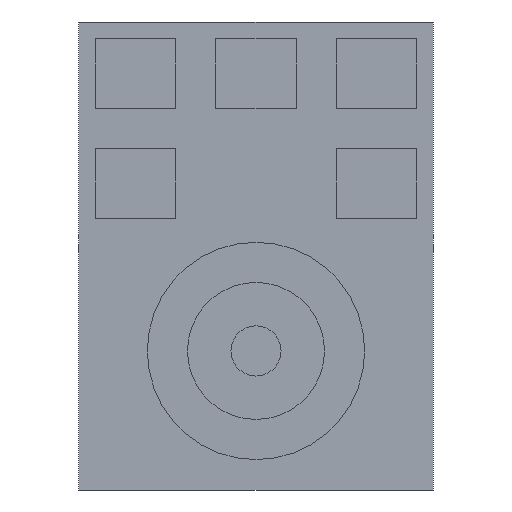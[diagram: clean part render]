
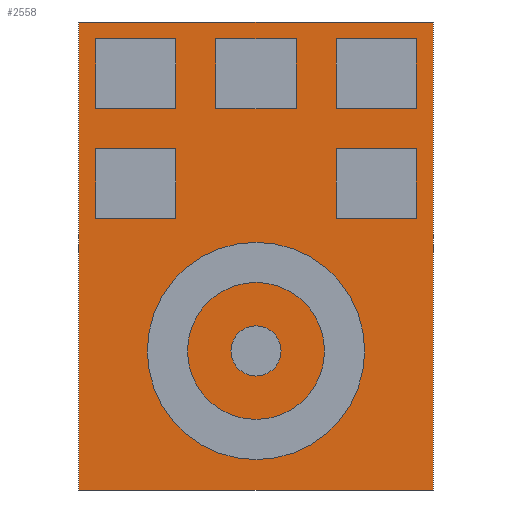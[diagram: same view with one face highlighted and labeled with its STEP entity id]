
A CAD part, front view. The second image highlights one B-rep face of the part: STEP entity #2558.
In plain terms, the highlighted planar face has unit normal (0, -1, 0).
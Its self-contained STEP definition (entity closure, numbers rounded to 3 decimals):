
#44 = LINE ( 'NONE', #9067, #2313 ) ;
#111 = CARTESIAN_POINT ( 'NONE',  ( -1.325, 0., -1.75 ) ) ;
#560 = AXIS2_PLACEMENT_3D ( 'NONE', #5146, #7505, #3019 ) ;
#934 = EDGE_LOOP ( 'NONE', ( #2923, #2944 ) ) ;
#1028 = VECTOR ( 'NONE', #1052, 1000. ) ;
#1052 = DIRECTION ( 'NONE',  ( 1., 0., 0. ) ) ;
#1410 = CARTESIAN_POINT ( 'NONE',  ( 1.325, 0., -1.75 ) ) ;
#1422 = AXIS2_PLACEMENT_3D ( 'NONE', #8164, #3701, #8920 ) ;
#1703 = VECTOR ( 'NONE', #9502, 1000. ) ;
#2313 = VECTOR ( 'NONE', #6830, 1000. ) ;
#2438 = CIRCLE ( 'NONE', #1422, 0.188 ) ;
#2558 = ADVANCED_FACE ( 'NONE', ( #8176, #4435 ), #4485, .F. ) ;
#2737 = CARTESIAN_POINT ( 'NONE',  ( 0., 0., -0.522 ) ) ;
#2819 = CARTESIAN_POINT ( 'NONE',  ( 0., 0., -0.71 ) ) ;
#2923 = ORIENTED_EDGE ( 'NONE', *, *, #5772, .F. ) ;
#2944 = ORIENTED_EDGE ( 'NONE', *, *, #9100, .F. ) ;
#3019 = DIRECTION ( 'NONE',  ( 0., 0., 1. ) ) ;
#3050 = VERTEX_POINT ( 'NONE', #8162 ) ;
#3107 = CARTESIAN_POINT ( 'NONE',  ( 1.325, 0., -1.75 ) ) ;
#3573 = DIRECTION ( 'NONE',  ( 0., 0., -1. ) ) ;
#3701 = DIRECTION ( 'NONE',  ( 0., -1., 0. ) ) ;
#4107 = VERTEX_POINT ( 'NONE', #6960 ) ;
#4183 = VECTOR ( 'NONE', #5954, 1000. ) ;
#4435 = FACE_OUTER_BOUND ( 'NONE', #9286, .T. ) ;
#4485 = PLANE ( 'NONE',  #560 ) ;
#4660 = EDGE_CURVE ( 'NONE', #3050, #4107, #7007, .T. ) ;
#5046 = VERTEX_POINT ( 'NONE', #111 ) ;
#5110 = VERTEX_POINT ( 'NONE', #8439 ) ;
#5146 = CARTESIAN_POINT ( 'NONE',  ( 0., 0., 0. ) ) ;
#5603 = ORIENTED_EDGE ( 'NONE', *, *, #4660, .F. ) ;
#5772 = EDGE_CURVE ( 'NONE', #5110, #8708, #2438, .T. ) ;
#5783 = EDGE_CURVE ( 'NONE', #4107, #6746, #6182, .T. ) ;
#5954 = DIRECTION ( 'NONE',  ( 0., 0., -1. ) ) ;
#6014 = ORIENTED_EDGE ( 'NONE', *, *, #6720, .F. ) ;
#6182 = LINE ( 'NONE', #1410, #4183 ) ;
#6605 = ORIENTED_EDGE ( 'NONE', *, *, #8276, .F. ) ;
#6720 = EDGE_CURVE ( 'NONE', #5046, #3050, #44, .T. ) ;
#6746 = VERTEX_POINT ( 'NONE', #3107 ) ;
#6830 = DIRECTION ( 'NONE',  ( 0., 0., 1. ) ) ;
#6960 = CARTESIAN_POINT ( 'NONE',  ( 1.325, 0., 1.75 ) ) ;
#7007 = LINE ( 'NONE', #7798, #1028 ) ;
#7444 = CIRCLE ( 'NONE', #9196, 0.188 ) ;
#7505 = DIRECTION ( 'NONE',  ( 0., 1., 0. ) ) ;
#7665 = LINE ( 'NONE', #8682, #1703 ) ;
#7798 = CARTESIAN_POINT ( 'NONE',  ( -1.325, 0., 1.75 ) ) ;
#8044 = DIRECTION ( 'NONE',  ( 0., -1., 0. ) ) ;
#8162 = CARTESIAN_POINT ( 'NONE',  ( -1.325, 0., 1.75 ) ) ;
#8164 = CARTESIAN_POINT ( 'NONE',  ( 0., 0., -0.71 ) ) ;
#8176 = FACE_BOUND ( 'NONE', #934, .T. ) ;
#8276 = EDGE_CURVE ( 'NONE', #6746, #5046, #7665, .T. ) ;
#8439 = CARTESIAN_POINT ( 'NONE',  ( 0., 0., -0.897 ) ) ;
#8682 = CARTESIAN_POINT ( 'NONE',  ( -1.325, 0., -1.75 ) ) ;
#8708 = VERTEX_POINT ( 'NONE', #2737 ) ;
#8920 = DIRECTION ( 'NONE',  ( 0., 0., -1. ) ) ;
#9067 = CARTESIAN_POINT ( 'NONE',  ( -1.325, 0., -1.75 ) ) ;
#9100 = EDGE_CURVE ( 'NONE', #8708, #5110, #7444, .T. ) ;
#9154 = ORIENTED_EDGE ( 'NONE', *, *, #5783, .F. ) ;
#9196 = AXIS2_PLACEMENT_3D ( 'NONE', #2819, #8044, #3573 ) ;
#9286 = EDGE_LOOP ( 'NONE', ( #9154, #5603, #6014, #6605 ) ) ;
#9502 = DIRECTION ( 'NONE',  ( -1., 0., 0. ) ) ;
